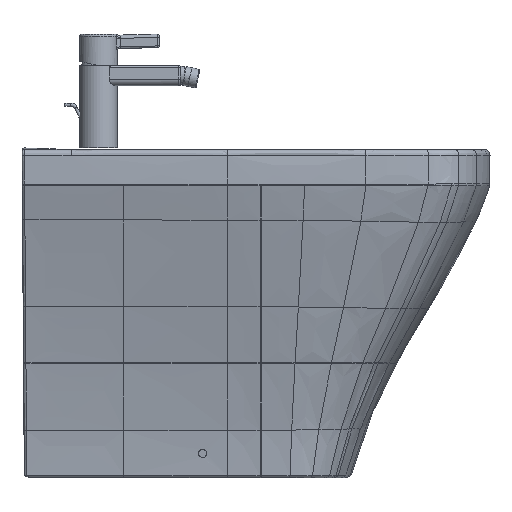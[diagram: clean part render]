
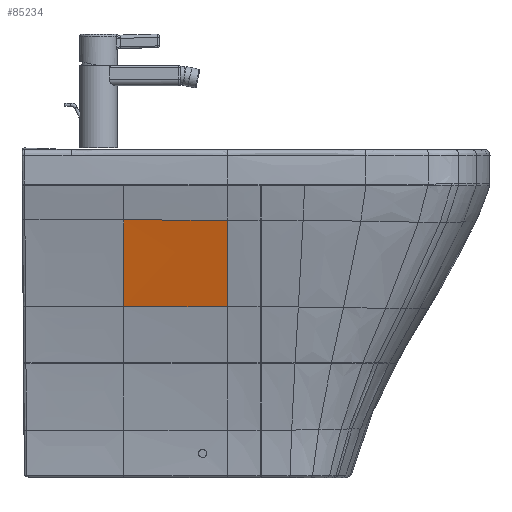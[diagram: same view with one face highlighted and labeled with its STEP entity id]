
A CAD part, front view. The second image highlights one B-rep face of the part: STEP entity #85234.
In plain terms, the highlighted free-form (B-spline) face has degree [5, 5] with [9, 6] control points.
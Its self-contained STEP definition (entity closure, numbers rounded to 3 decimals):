
#77852=CARTESIAN_POINT('',(249.944,-174.904,-85.87));
#77853=VERTEX_POINT('',#77852);
#78001=CARTESIAN_POINT('',(123.898,-173.503,-85.807));
#78002=VERTEX_POINT('',#78001);
#78010=CARTESIAN_POINT('',(249.944,-174.904,-85.87));
#78011=CARTESIAN_POINT('',(237.338,-174.816,-85.869));
#78012=CARTESIAN_POINT('',(224.737,-174.718,-85.871));
#78013=CARTESIAN_POINT('',(212.133,-174.608,-85.872));
#78014=CARTESIAN_POINT('',(186.928,-174.36,-85.869));
#78015=CARTESIAN_POINT('',(161.718,-174.053,-85.853));
#78016=CARTESIAN_POINT('',(149.112,-173.884,-85.841));
#78017=CARTESIAN_POINT('',(136.505,-173.7,-85.825));
#78018=CARTESIAN_POINT('',(123.898,-173.503,-85.807));
#78019=B_SPLINE_CURVE_WITH_KNOTS('',5,(#78010,#78011,#78012,#78013,#78014,#78015,#78016,#78017,#78018),.UNSPECIFIED.,.F.,.U.,(6,3,6),(0.0,63.019,126.039),.UNSPECIFIED.);
#78020=EDGE_CURVE('',#77853,#78002,#78019,.T.);
#85126=CARTESIAN_POINT('',(249.943,-149.576,-191.555));
#85127=VERTEX_POINT('',#85126);
#85128=CARTESIAN_POINT('',(249.943,-149.576,-191.555));
#85129=CARTESIAN_POINT('',(249.909,-155.189,-167.679));
#85130=CARTESIAN_POINT('',(249.889,-160.677,-144.855));
#85131=CARTESIAN_POINT('',(249.892,-165.84,-123.528));
#85132=CARTESIAN_POINT('',(249.913,-170.581,-103.912));
#85133=CARTESIAN_POINT('',(249.944,-174.904,-85.87));
#85134=B_SPLINE_CURVE_WITH_KNOTS('',5,(#85128,#85129,#85130,#85131,#85132,#85133),.UNSPECIFIED.,.F.,.U.,(6,6),(0.0,108.675),.UNSPECIFIED.);
#85135=EDGE_CURVE('',#85127,#77853,#85134,.T.);
#85152=CARTESIAN_POINT('',(249.943,-149.576,-191.555));
#85153=CARTESIAN_POINT('',(237.337,-149.502,-191.552));
#85154=CARTESIAN_POINT('',(224.735,-149.427,-191.552));
#85155=CARTESIAN_POINT('',(212.13,-149.347,-191.551));
#85156=CARTESIAN_POINT('',(186.924,-149.177,-191.544));
#85157=CARTESIAN_POINT('',(161.714,-148.983,-191.527));
#85158=CARTESIAN_POINT('',(149.108,-148.879,-191.516));
#85159=CARTESIAN_POINT('',(136.502,-148.769,-191.501));
#85160=CARTESIAN_POINT('',(123.895,-148.654,-191.485));
#85161=CARTESIAN_POINT('',(249.909,-155.189,-167.679));
#85162=CARTESIAN_POINT('',(237.298,-155.072,-167.766));
#85163=CARTESIAN_POINT('',(224.695,-154.951,-167.864));
#85164=CARTESIAN_POINT('',(212.089,-154.825,-167.964));
#85165=CARTESIAN_POINT('',(186.881,-154.558,-168.158));
#85166=CARTESIAN_POINT('',(161.666,-154.26,-168.333));
#85167=CARTESIAN_POINT('',(149.057,-154.104,-168.414));
#85168=CARTESIAN_POINT('',(136.446,-153.939,-168.49));
#85169=CARTESIAN_POINT('',(123.834,-153.767,-168.562));
#85170=CARTESIAN_POINT('',(249.889,-160.677,-144.855));
#85171=CARTESIAN_POINT('',(237.275,-160.532,-144.99));
#85172=CARTESIAN_POINT('',(224.671,-160.383,-145.144));
#85173=CARTESIAN_POINT('',(212.063,-160.226,-145.302));
#85174=CARTESIAN_POINT('',(186.853,-159.893,-145.612));
#85175=CARTESIAN_POINT('',(161.635,-159.524,-145.898));
#85176=CARTESIAN_POINT('',(149.024,-159.33,-146.033));
#85177=CARTESIAN_POINT('',(136.411,-159.127,-146.161));
#85178=CARTESIAN_POINT('',(123.797,-158.916,-146.286));
#85179=CARTESIAN_POINT('',(249.892,-165.84,-123.528));
#85180=CARTESIAN_POINT('',(237.278,-165.694,-123.661));
#85181=CARTESIAN_POINT('',(224.673,-165.542,-123.811));
#85182=CARTESIAN_POINT('',(212.065,-165.38,-123.967));
#85183=CARTESIAN_POINT('',(186.854,-165.032,-124.275));
#85184=CARTESIAN_POINT('',(161.636,-164.638,-124.568));
#85185=CARTESIAN_POINT('',(149.025,-164.429,-124.708));
#85186=CARTESIAN_POINT('',(136.412,-164.209,-124.844));
#85187=CARTESIAN_POINT('',(123.8,-163.977,-124.979));
#85188=CARTESIAN_POINT('',(249.913,-170.581,-103.912));
#85189=CARTESIAN_POINT('',(237.302,-170.45,-104.023));
#85190=CARTESIAN_POINT('',(224.697,-170.31,-104.146));
#85191=CARTESIAN_POINT('',(212.09,-170.16,-104.27));
#85192=CARTESIAN_POINT('',(186.88,-169.834,-104.509));
#85193=CARTESIAN_POINT('',(161.665,-169.457,-104.72));
#85194=CARTESIAN_POINT('',(149.056,-169.256,-104.816));
#85195=CARTESIAN_POINT('',(136.447,-169.042,-104.905));
#85196=CARTESIAN_POINT('',(123.837,-168.816,-104.989));
#85197=CARTESIAN_POINT('',(249.944,-174.904,-85.87));
#85198=CARTESIAN_POINT('',(237.338,-174.816,-85.869));
#85199=CARTESIAN_POINT('',(224.737,-174.718,-85.871));
#85200=CARTESIAN_POINT('',(212.133,-174.608,-85.872));
#85201=CARTESIAN_POINT('',(186.928,-174.36,-85.869));
#85202=CARTESIAN_POINT('',(161.718,-174.053,-85.853));
#85203=CARTESIAN_POINT('',(149.112,-173.884,-85.841));
#85204=CARTESIAN_POINT('',(136.505,-173.7,-85.825));
#85205=CARTESIAN_POINT('',(123.898,-173.503,-85.807));
#85206=B_SPLINE_SURFACE_WITH_KNOTS('',5,5,((#85152,#85161,#85170,#85179,#85188,#85197),(#85153,#85162,#85171,#85180,#85189,#85198),(#85154,#85163,#85172,#85181,#85190,#85199),(#85155,#85164,#85173,#85182,#85191,#85200),(#85156,#85165,#85174,#85183,#85192,#85201),(#85157,#85166,#85175,#85184,#85193,#85202),(#85158,#85167,#85176,#85185,#85194,#85203),(#85159,#85168,#85177,#85186,#85195,#85204),(#85160,#85169,#85178,#85187,#85196,#85205)),.UNSPECIFIED.,.F.,.F.,.U.,(6,3,6),(6,6),(0.0,63.042,126.085),(0.0,108.628),.UNSPECIFIED.);
#85207=CARTESIAN_POINT('',(123.895,-148.654,-191.485));
#85208=VERTEX_POINT('',#85207);
#85209=CARTESIAN_POINT('',(249.943,-149.576,-191.555));
#85210=CARTESIAN_POINT('',(237.337,-149.502,-191.552));
#85211=CARTESIAN_POINT('',(224.735,-149.427,-191.552));
#85212=CARTESIAN_POINT('',(212.13,-149.347,-191.551));
#85213=CARTESIAN_POINT('',(186.924,-149.177,-191.544));
#85214=CARTESIAN_POINT('',(161.714,-148.983,-191.527));
#85215=CARTESIAN_POINT('',(149.108,-148.879,-191.516));
#85216=CARTESIAN_POINT('',(136.502,-148.769,-191.501));
#85217=CARTESIAN_POINT('',(123.895,-148.654,-191.485));
#85218=B_SPLINE_CURVE_WITH_KNOTS('',5,(#85209,#85210,#85211,#85212,#85213,#85214,#85215,#85216,#85217),.UNSPECIFIED.,.F.,.U.,(6,3,6),(0.0,63.042,126.085),.UNSPECIFIED.);
#85219=EDGE_CURVE('',#85127,#85208,#85218,.T.);
#85220=ORIENTED_EDGE('',*,*,#85219,.F.);
#85221=ORIENTED_EDGE('',*,*,#85135,.T.);
#85222=ORIENTED_EDGE('',*,*,#78020,.T.);
#85223=CARTESIAN_POINT('',(123.895,-148.654,-191.485));
#85224=CARTESIAN_POINT('',(123.834,-153.767,-168.562));
#85225=CARTESIAN_POINT('',(123.797,-158.916,-146.286));
#85226=CARTESIAN_POINT('',(123.8,-163.977,-124.979));
#85227=CARTESIAN_POINT('',(123.837,-168.816,-104.989));
#85228=CARTESIAN_POINT('',(123.898,-173.503,-85.807));
#85229=B_SPLINE_CURVE_WITH_KNOTS('',5,(#85223,#85224,#85225,#85226,#85227,#85228),.UNSPECIFIED.,.F.,.U.,(6,6),(0.0,108.628),.UNSPECIFIED.);
#85230=EDGE_CURVE('',#85208,#78002,#85229,.T.);
#85231=ORIENTED_EDGE('',*,*,#85230,.F.);
#85232=EDGE_LOOP('',(#85220,#85221,#85222,#85231));
#85233=FACE_OUTER_BOUND('',#85232,.T.);
#85234=ADVANCED_FACE('',(#85233),#85206,.F.);
